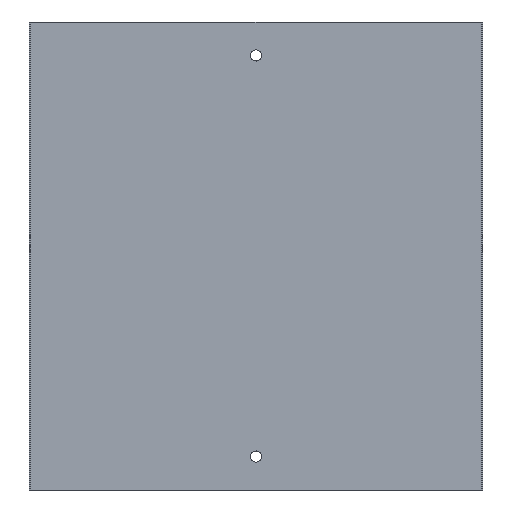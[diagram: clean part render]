
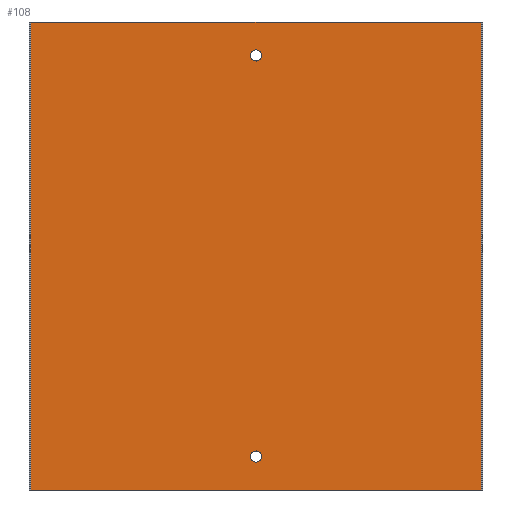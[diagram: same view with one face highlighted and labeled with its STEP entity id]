
A CAD part, front view. The second image highlights one B-rep face of the part: STEP entity #108.
In plain terms, the highlighted planar face has unit normal (0, -1, 0).
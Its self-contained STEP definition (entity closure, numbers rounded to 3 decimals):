
#7 = DIRECTION ( 'NONE',  ( 0., -1., 0. ) ) ;
#8 = CARTESIAN_POINT ( 'NONE',  ( 0., 0., 195. ) ) ;
#9 = CARTESIAN_POINT ( 'NONE',  ( -101., 0., 0. ) ) ;
#11 = DIRECTION ( 'NONE',  ( 0., 0., 1. ) ) ;
#12 = DIRECTION ( 'NONE',  ( 0., 0., 1. ) ) ;
#13 = DIRECTION ( 'NONE',  ( 0., -1., 0. ) ) ;
#15 = CARTESIAN_POINT ( 'NONE',  ( 0., 0., 15. ) ) ;
#18 = CARTESIAN_POINT ( 'NONE',  ( -101., 0., 210. ) ) ;
#52 = DIRECTION ( 'NONE',  ( 0., 0., -1. ) ) ;
#53 = CARTESIAN_POINT ( 'NONE',  ( -101., 0., 0. ) ) ;
#58 = DIRECTION ( 'NONE',  ( 0., 0., -1. ) ) ;
#60 = CARTESIAN_POINT ( 'NONE',  ( -101., 0., 210. ) ) ;
#76 = DIRECTION ( 'NONE',  ( 0., 0., 1. ) ) ;
#78 = PLANE ( 'NONE',  #129 ) ;
#82 = CARTESIAN_POINT ( 'NONE',  ( -101., 0., 210. ) ) ;
#85 = DIRECTION ( 'NONE',  ( 1., 0., 0. ) ) ;
#86 = CARTESIAN_POINT ( 'NONE',  ( 101., 0., 210. ) ) ;
#87 = DIRECTION ( 'NONE',  ( 1., 0., 0. ) ) ;
#98 = DIRECTION ( 'NONE',  ( 0., 1., 0. ) ) ;
#108 = ADVANCED_FACE ( 'NONE', ( #272, #328, #372 ), #78, .F. ) ;
#129 = AXIS2_PLACEMENT_3D ( 'NONE', #60, #98, #76 ) ;
#149 = EDGE_CURVE ( 'NONE', #190, #193, #291, .T. ) ;
#151 = EDGE_CURVE ( 'NONE', #373, #373, #295, .T. ) ;
#152 = EDGE_CURVE ( 'NONE', #383, #383, #336, .T. ) ;
#153 = EDGE_CURVE ( 'NONE', #193, #197, #338, .T. ) ;
#154 = EDGE_CURVE ( 'NONE', #190, #189, #337, .T. ) ;
#155 = AXIS2_PLACEMENT_3D ( 'NONE', #8, #7, #11 ) ;
#156 = EDGE_CURVE ( 'NONE', #189, #197, #371, .T. ) ;
#174 = AXIS2_PLACEMENT_3D ( 'NONE', #15, #13, #12 ) ;
#189 = VERTEX_POINT ( 'NONE', #398 ) ;
#190 = VERTEX_POINT ( 'NONE', #399 ) ;
#193 = VERTEX_POINT ( 'NONE', #9 ) ;
#197 = VERTEX_POINT ( 'NONE', #405 ) ;
#207 = ORIENTED_EDGE ( 'NONE', *, *, #149, .T. ) ;
#230 = ORIENTED_EDGE ( 'NONE', *, *, #151, .F. ) ;
#232 = ORIENTED_EDGE ( 'NONE', *, *, #154, .F. ) ;
#234 = ORIENTED_EDGE ( 'NONE', *, *, #156, .F. ) ;
#238 = ORIENTED_EDGE ( 'NONE', *, *, #153, .T. ) ;
#239 = ORIENTED_EDGE ( 'NONE', *, *, #152, .F. ) ;
#266 = EDGE_LOOP ( 'NONE', ( #230 ) ) ;
#272 = FACE_BOUND ( 'NONE', #266, .T. ) ;
#273 = EDGE_LOOP ( 'NONE', ( #238, #234, #232, #207 ) ) ;
#276 = EDGE_LOOP ( 'NONE', ( #239 ) ) ;
#291 = LINE ( 'NONE', #82, #297 ) ;
#295 = CIRCLE ( 'NONE', #155, 2.5 ) ;
#297 = VECTOR ( 'NONE', #52, 1000. ) ;
#328 = FACE_BOUND ( 'NONE', #276, .T. ) ;
#329 = VECTOR ( 'NONE', #58, 1000. ) ;
#336 = CIRCLE ( 'NONE', #174, 2.5 ) ;
#337 = LINE ( 'NONE', #18, #385 ) ;
#338 = LINE ( 'NONE', #53, #375 ) ;
#371 = LINE ( 'NONE', #86, #329 ) ;
#372 = FACE_OUTER_BOUND ( 'NONE', #273, .T. ) ;
#373 = VERTEX_POINT ( 'NONE', #412 ) ;
#375 = VECTOR ( 'NONE', #87, 1000. ) ;
#383 = VERTEX_POINT ( 'NONE', #418 ) ;
#385 = VECTOR ( 'NONE', #85, 1000. ) ;
#398 = CARTESIAN_POINT ( 'NONE',  ( 101., 0., 210. ) ) ;
#399 = CARTESIAN_POINT ( 'NONE',  ( -101., 0., 210. ) ) ;
#405 = CARTESIAN_POINT ( 'NONE',  ( 101., 0., 0. ) ) ;
#412 = CARTESIAN_POINT ( 'NONE',  ( 0., 0., 197.5 ) ) ;
#418 = CARTESIAN_POINT ( 'NONE',  ( 0., 0., 17.5 ) ) ;
